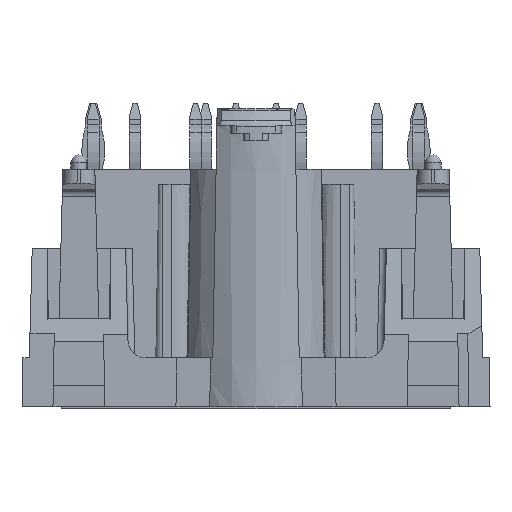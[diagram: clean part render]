
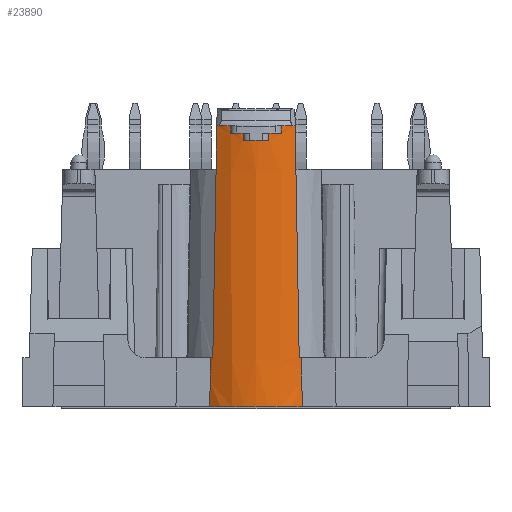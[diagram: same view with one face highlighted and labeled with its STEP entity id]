
A CAD part, left-side view. The second image highlights one B-rep face of the part: STEP entity #23890.
In plain terms, the highlighted conical face has half-angle 0.356 degrees and reference radius 5.5 mm.
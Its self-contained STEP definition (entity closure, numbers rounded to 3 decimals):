
#426=CIRCLE('',#24961,5.597);
#429=CIRCLE('',#24966,5.594);
#431=CIRCLE('',#24970,5.597);
#436=CIRCLE('',#24981,5.6);
#438=CIRCLE('',#25082,5.479);
#439=CIRCLE('',#25084,5.5);
#440=CIRCLE('',#25085,5.6);
#441=CIRCLE('',#25086,5.5);
#809=CONICAL_SURFACE('',#25081,5.5,0.006);
#881=ELLIPSE('',#24956,430.867,7.027);
#882=ELLIPSE('',#24958,430.867,7.027);
#909=ELLIPSE('',#25062,255.779,4.172);
#918=ELLIPSE('',#25083,255.779,4.172);
#1047=B_SPLINE_CURVE_WITH_KNOTS('',3,(#33228,#33229,#33230,#33231,#33232,
#33233,#33234),.UNSPECIFIED.,.F.,.F.,(4,3,4),(0.002,0.002,
0.002),.UNSPECIFIED.);
#1048=B_SPLINE_CURVE_WITH_KNOTS('',3,(#33243,#33244,#33245,#33246,#33247,
#33248,#33249),.UNSPECIFIED.,.F.,.F.,(4,3,4),(0.002,0.002,
0.002),.UNSPECIFIED.);
#1049=B_SPLINE_CURVE_WITH_KNOTS('',3,(#33258,#33259,#33260,#33261,#33262,
#33263,#33264),.UNSPECIFIED.,.F.,.F.,(4,3,4),(0.002,0.002,
0.002),.UNSPECIFIED.);
#1050=B_SPLINE_CURVE_WITH_KNOTS('',3,(#33273,#33274,#33275,#33276,#33277,
#33278,#33279),.UNSPECIFIED.,.F.,.F.,(4,3,4),(0.002,0.002,
0.002),.UNSPECIFIED.);
#2379=ORIENTED_EDGE('',*,*,#7110,.F.);
#2380=ORIENTED_EDGE('',*,*,#7111,.F.);
#2381=ORIENTED_EDGE('',*,*,#7112,.T.);
#2382=ORIENTED_EDGE('',*,*,#6904,.F.);
#2383=ORIENTED_EDGE('',*,*,#7113,.T.);
#2384=ORIENTED_EDGE('',*,*,#6925,.T.);
#2385=ORIENTED_EDGE('',*,*,#6923,.T.);
#2386=ORIENTED_EDGE('',*,*,#6920,.T.);
#2387=ORIENTED_EDGE('',*,*,#6918,.T.);
#2388=ORIENTED_EDGE('',*,*,#6915,.T.);
#2389=ORIENTED_EDGE('',*,*,#6912,.T.);
#2390=ORIENTED_EDGE('',*,*,#6910,.T.);
#2391=ORIENTED_EDGE('',*,*,#6931,.T.);
#2392=ORIENTED_EDGE('',*,*,#6901,.F.);
#2393=ORIENTED_EDGE('',*,*,#7114,.T.);
#2394=ORIENTED_EDGE('',*,*,#7086,.T.);
#6901=EDGE_CURVE('',#9294,#9295,#881,.F.);
#6904=EDGE_CURVE('',#9296,#9297,#882,.F.);
#6910=EDGE_CURVE('',#9302,#9301,#1047,.T.);
#6912=EDGE_CURVE('',#9303,#9302,#426,.T.);
#6915=EDGE_CURVE('',#9304,#9303,#1048,.T.);
#6918=EDGE_CURVE('',#9305,#9304,#429,.T.);
#6920=EDGE_CURVE('',#9306,#9305,#1049,.T.);
#6923=EDGE_CURVE('',#9307,#9306,#431,.T.);
#6925=EDGE_CURVE('',#9308,#9307,#1050,.T.);
#6931=EDGE_CURVE('',#9301,#9295,#436,.T.);
#7086=EDGE_CURVE('',#9410,#9409,#909,.F.);
#7110=EDGE_CURVE('',#9427,#9409,#438,.F.);
#7111=EDGE_CURVE('',#9428,#9427,#918,.T.);
#7112=EDGE_CURVE('',#9428,#9297,#439,.T.);
#7113=EDGE_CURVE('',#9296,#9308,#440,.T.);
#7114=EDGE_CURVE('',#9294,#9410,#441,.T.);
#9294=VERTEX_POINT('',#33177);
#9295=VERTEX_POINT('',#33179);
#9296=VERTEX_POINT('',#33183);
#9297=VERTEX_POINT('',#33185);
#9301=VERTEX_POINT('',#33227);
#9302=VERTEX_POINT('',#33235);
#9303=VERTEX_POINT('',#33239);
#9304=VERTEX_POINT('',#33250);
#9305=VERTEX_POINT('',#33255);
#9306=VERTEX_POINT('',#33265);
#9307=VERTEX_POINT('',#33270);
#9308=VERTEX_POINT('',#33280);
#9409=VERTEX_POINT('',#33632);
#9410=VERTEX_POINT('',#33634);
#9427=VERTEX_POINT('',#33686);
#9428=VERTEX_POINT('',#33688);
#14536=EDGE_LOOP('',(#2379,#2380,#2381,#2382,#2383,#2384,#2385,#2386,#2387,
#2388,#2389,#2390,#2391,#2392,#2393,#2394));
#15555=FACE_BOUND('',#14536,.T.);
#23890=ADVANCED_FACE('',(#15555),#809,.T.);
#24956=AXIS2_PLACEMENT_3D('',#33178,#27398,#27399);
#24958=AXIS2_PLACEMENT_3D('',#33184,#27404,#27405);
#24961=AXIS2_PLACEMENT_3D('',#33238,#27413,#27414);
#24966=AXIS2_PLACEMENT_3D('',#33254,#27425,#27426);
#24970=AXIS2_PLACEMENT_3D('',#33269,#27435,#27436);
#24981=AXIS2_PLACEMENT_3D('',#33291,#27459,#27460);
#25062=AXIS2_PLACEMENT_3D('',#33633,#27747,#27748);
#25081=AXIS2_PLACEMENT_3D('',#33684,#27800,#27801);
#25082=AXIS2_PLACEMENT_3D('',#33685,#27802,#27803);
#25083=AXIS2_PLACEMENT_3D('',#33687,#27804,#27805);
#25084=AXIS2_PLACEMENT_3D('',#33689,#27806,#27807);
#25085=AXIS2_PLACEMENT_3D('',#33690,#27808,#27809);
#25086=AXIS2_PLACEMENT_3D('',#33691,#27810,#27811);
#27398=DIRECTION('',(0.,-1.,-0.017));
#27399=DIRECTION('',(0.,-0.017,1.));
#27404=DIRECTION('',(0.,1.,-0.017));
#27405=DIRECTION('',(0.,0.017,1.));
#27413=DIRECTION('',(0.,0.,-1.));
#27414=DIRECTION('',(-1.,0.,0.));
#27425=DIRECTION('',(0.,0.,-1.));
#27426=DIRECTION('',(-1.,0.,0.));
#27435=DIRECTION('',(0.,0.,-1.));
#27436=DIRECTION('',(-1.,0.,0.));
#27459=DIRECTION('',(0.,0.,-1.));
#27460=DIRECTION('',(-1.,0.,0.));
#27747=DIRECTION('',(1.,0.,0.017));
#27748=DIRECTION('',(-0.017,0.,1.));
#27800=DIRECTION('',(0.,0.,1.));
#27801=DIRECTION('',(-1.,0.,0.));
#27802=DIRECTION('',(0.,0.,1.));
#27803=DIRECTION('',(1.,0.,0.));
#27804=DIRECTION('',(1.,0.,0.017));
#27805=DIRECTION('',(-0.017,0.,1.));
#27806=DIRECTION('',(0.,0.,-1.));
#27807=DIRECTION('',(-1.,0.,0.));
#27808=DIRECTION('',(0.,0.,-1.));
#27809=DIRECTION('',(-1.,0.,0.));
#27810=DIRECTION('',(0.,0.,-1.));
#27811=DIRECTION('',(-1.,0.,0.));
#33177=CARTESIAN_POINT('',(-32.11,3.,3.25));
#33178=CARTESIAN_POINT('',(-27.5,-2.676,328.415));
#33179=CARTESIAN_POINT('',(-32.396,2.719,19.35));
#33183=CARTESIAN_POINT('',(-32.396,-2.719,19.35));
#33184=CARTESIAN_POINT('',(-27.5,2.676,328.415));
#33185=CARTESIAN_POINT('',(-32.11,-3.,3.25));
#33227=CARTESIAN_POINT('',(-32.82,1.75,19.35));
#33228=CARTESIAN_POINT('',(-32.816,1.75,18.85));
#33229=CARTESIAN_POINT('',(-32.817,1.75,18.9));
#33230=CARTESIAN_POINT('',(-32.817,1.75,18.95));
#33231=CARTESIAN_POINT('',(-32.817,1.75,19.));
#33232=CARTESIAN_POINT('',(-32.818,1.75,19.117));
#33233=CARTESIAN_POINT('',(-32.819,1.75,19.233));
#33234=CARTESIAN_POINT('',(-32.82,1.75,19.35));
#33235=CARTESIAN_POINT('',(-32.816,1.75,18.85));
#33238=CARTESIAN_POINT('',(-27.5,0.,18.85));
#33239=CARTESIAN_POINT('',(-33.024,0.9,18.85));
#33243=CARTESIAN_POINT('',(-33.021,0.9,18.35));
#33244=CARTESIAN_POINT('',(-33.021,0.9,18.392));
#33245=CARTESIAN_POINT('',(-33.021,0.9,18.433));
#33246=CARTESIAN_POINT('',(-33.022,0.9,18.475));
#33247=CARTESIAN_POINT('',(-33.022,0.9,18.6));
#33248=CARTESIAN_POINT('',(-33.023,0.9,18.725));
#33249=CARTESIAN_POINT('',(-33.024,0.9,18.85));
#33250=CARTESIAN_POINT('',(-33.021,0.9,18.35));
#33254=CARTESIAN_POINT('',(-27.5,0.,18.35));
#33255=CARTESIAN_POINT('',(-33.021,-0.9,18.35));
#33258=CARTESIAN_POINT('',(-33.024,-0.9,18.85));
#33259=CARTESIAN_POINT('',(-33.023,-0.9,18.725));
#33260=CARTESIAN_POINT('',(-33.022,-0.9,18.6));
#33261=CARTESIAN_POINT('',(-33.022,-0.9,18.475));
#33262=CARTESIAN_POINT('',(-33.021,-0.9,18.433));
#33263=CARTESIAN_POINT('',(-33.021,-0.9,18.392));
#33264=CARTESIAN_POINT('',(-33.021,-0.9,18.35));
#33265=CARTESIAN_POINT('',(-33.024,-0.9,18.85));
#33269=CARTESIAN_POINT('',(-27.5,0.,18.85));
#33270=CARTESIAN_POINT('',(-32.816,-1.75,18.85));
#33273=CARTESIAN_POINT('',(-32.82,-1.75,19.35));
#33274=CARTESIAN_POINT('',(-32.819,-1.75,19.233));
#33275=CARTESIAN_POINT('',(-32.818,-1.75,19.117));
#33276=CARTESIAN_POINT('',(-32.817,-1.75,19.));
#33277=CARTESIAN_POINT('',(-32.817,-1.75,18.95));
#33278=CARTESIAN_POINT('',(-32.817,-1.75,18.9));
#33279=CARTESIAN_POINT('',(-32.816,-1.75,18.85));
#33280=CARTESIAN_POINT('',(-32.82,-1.75,19.35));
#33291=CARTESIAN_POINT('',(-27.5,0.,19.35));
#33632=CARTESIAN_POINT('',(-31.941,3.209,-0.15));
#33633=CARTESIAN_POINT('',(-29.088,0.,-163.553));
#33634=CARTESIAN_POINT('',(-32.,3.162,3.25));
#33684=CARTESIAN_POINT('',(-27.5,0.,3.25));
#33685=CARTESIAN_POINT('',(-27.5,0.,-0.15));
#33686=CARTESIAN_POINT('',(-31.941,-3.209,-0.15));
#33687=CARTESIAN_POINT('',(-29.088,0.,-163.553));
#33688=CARTESIAN_POINT('',(-32.,-3.162,3.25));
#33689=CARTESIAN_POINT('',(-27.5,0.,3.25));
#33690=CARTESIAN_POINT('',(-27.5,0.,19.35));
#33691=CARTESIAN_POINT('',(-27.5,0.,3.25));
